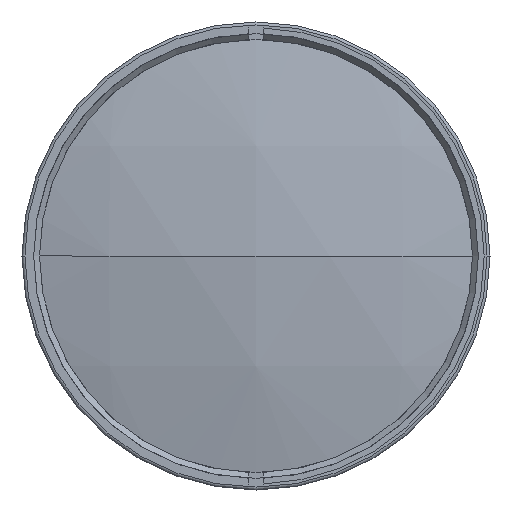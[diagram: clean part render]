
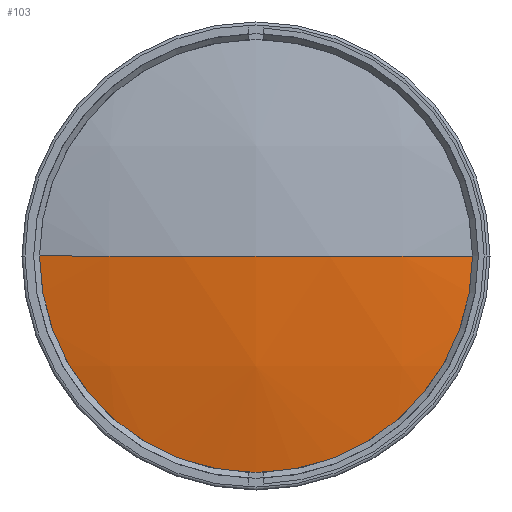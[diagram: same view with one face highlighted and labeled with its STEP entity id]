
A CAD part, left-side view. The second image highlights one B-rep face of the part: STEP entity #103.
In plain terms, the highlighted spherical face has radius 161 mm.
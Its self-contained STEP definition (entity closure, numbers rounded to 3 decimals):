
#36 = CARTESIAN_POINT ( 'NONE',  ( -160.802, 37.5, 0. ) ) ;
#63 = CARTESIAN_POINT ( 'NONE',  ( -160.802, -37.5, 0. ) ) ;
#103 = ADVANCED_FACE ( 'NONE', ( #2294 ), #2457, .T. ) ;
#307 = VERTEX_POINT ( 'NONE', #63 ) ;
#418 = CIRCLE ( 'NONE', #3800, 37.5 ) ;
#460 = AXIS2_PLACEMENT_3D ( 'NONE', #2596, #2615, #2634 ) ;
#685 = AXIS2_PLACEMENT_3D ( 'NONE', #2838, #3772, #3092 ) ;
#845 = CIRCLE ( 'NONE', #460, 161. ) ;
#911 = DIRECTION ( 'NONE',  ( 0., -1., 0. ) ) ;
#963 = CARTESIAN_POINT ( 'NONE',  ( -4.23, 0., 0. ) ) ;
#1079 = CIRCLE ( 'NONE', #3906, 161. ) ;
#1812 = DIRECTION ( 'NONE',  ( 0., 0., 1. ) ) ;
#1904 = EDGE_CURVE ( 'NONE', #2161, #307, #418, .T. ) ;
#2013 = ORIENTED_EDGE ( 'NONE', *, *, #1904, .T. ) ;
#2161 = VERTEX_POINT ( 'NONE', #36 ) ;
#2188 = CARTESIAN_POINT ( 'NONE',  ( -165.23, 0., 0. ) ) ;
#2294 = FACE_OUTER_BOUND ( 'NONE', #3078, .T. ) ;
#2457 = SPHERICAL_SURFACE ( 'NONE', #685, 161. ) ;
#2561 = VERTEX_POINT ( 'NONE', #2188 ) ;
#2596 = CARTESIAN_POINT ( 'NONE',  ( -4.23, 0., 0. ) ) ;
#2615 = DIRECTION ( 'NONE',  ( 0., 0., -1. ) ) ;
#2634 = DIRECTION ( 'NONE',  ( 0., 1., 0. ) ) ;
#2648 = EDGE_CURVE ( 'NONE', #307, #2561, #845, .T. ) ;
#2781 = ORIENTED_EDGE ( 'NONE', *, *, #2648, .T. ) ;
#2838 = CARTESIAN_POINT ( 'NONE',  ( -4.23, 0., 0. ) ) ;
#3078 = EDGE_LOOP ( 'NONE', ( #2013, #2781, #3144 ) ) ;
#3092 = DIRECTION ( 'NONE',  ( 0., 1., 0. ) ) ;
#3122 = CARTESIAN_POINT ( 'NONE',  ( -160.802, 0., 0. ) ) ;
#3135 = DIRECTION ( 'NONE',  ( -1., 0., 0. ) ) ;
#3144 = ORIENTED_EDGE ( 'NONE', *, *, #3655, .F. ) ;
#3225 = DIRECTION ( 'NONE',  ( 0., 0., 1. ) ) ;
#3655 = EDGE_CURVE ( 'NONE', #2161, #2561, #1079, .T. ) ;
#3772 = DIRECTION ( 'NONE',  ( 0., 0., -1. ) ) ;
#3800 = AXIS2_PLACEMENT_3D ( 'NONE', #3122, #3135, #1812 ) ;
#3906 = AXIS2_PLACEMENT_3D ( 'NONE', #963, #3225, #911 ) ;
